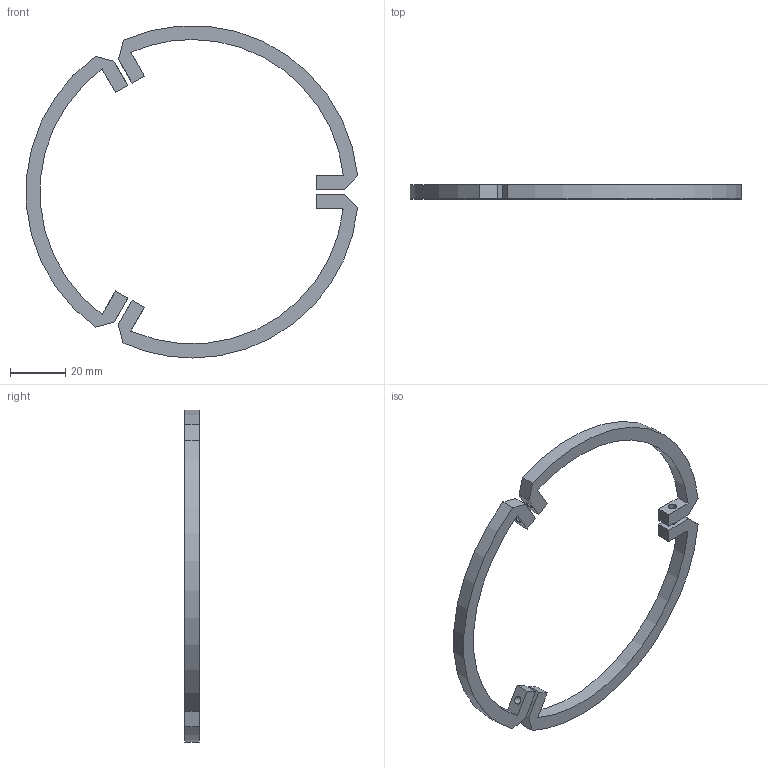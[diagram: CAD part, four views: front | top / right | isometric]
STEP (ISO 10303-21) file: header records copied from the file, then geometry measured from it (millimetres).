
FILE_DESCRIPTION (( 'STEP AP203' ), '1' );
FILE_NAME ('HPol Nylon with Cuts and Reduced Thickness.STEP', '2020-08-12T17:15:01', ( '' ), ( '' ), 'SwSTEP 2.0', 'SolidWorks 2019', '' );
FILE_SCHEMA (( 'CONFIG_CONTROL_DESIGN' ));
Length unit declared in the file: inch
Products named in the file (1): HPol Nylon with Cuts and Reduced Thickness
Bounding box: 119.65 x 5.08 x 119.95 mm (x, y, z)
Volume: 10169.2 mm3; surface area: 8561.2 mm2
Topology: 3 solids, 3 shells, 51 faces, 135 edges, 90 vertices
Faces by surface type: plane 30, cylinder 21
Entity records: 1690 total; most frequent: DIRECTION 281, CARTESIAN_POINT 277, ORIENTED_EDGE 270, EDGE_CURVE 135, AXIS2_PLACEMENT_3D 94, LINE 93, VECTOR 93, VERTEX_POINT 90
